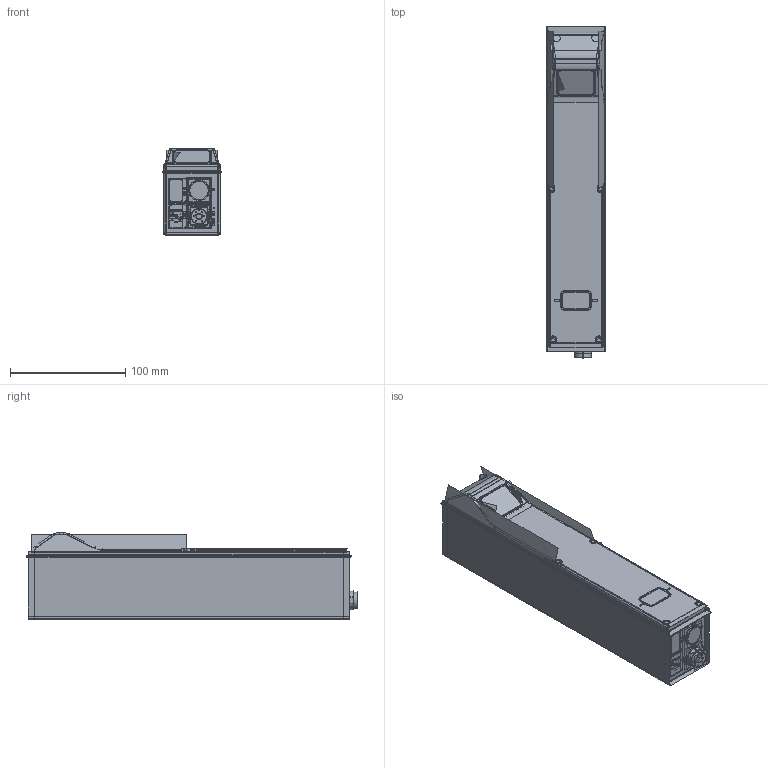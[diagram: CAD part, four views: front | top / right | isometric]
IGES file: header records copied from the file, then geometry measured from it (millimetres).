
Start section:  PTC IGES file: 213084.igs
Global section: file name: 213084.igs; native system: Creo Parametric by PTC Inc.; preprocessor: 2018300; author: pdmadmin; organization: Unknown; date: 20190911.142844; units: millimetre
Bounding box: 50.96 x 288.3 x 75.09 mm (x, y, z)
Surface area: 1479450.9 mm2
Topology: 1 solids, 1 shells, 1178 faces, 7993 edges, 11421 vertices
Faces by surface type: revolution 618, bspline 560
